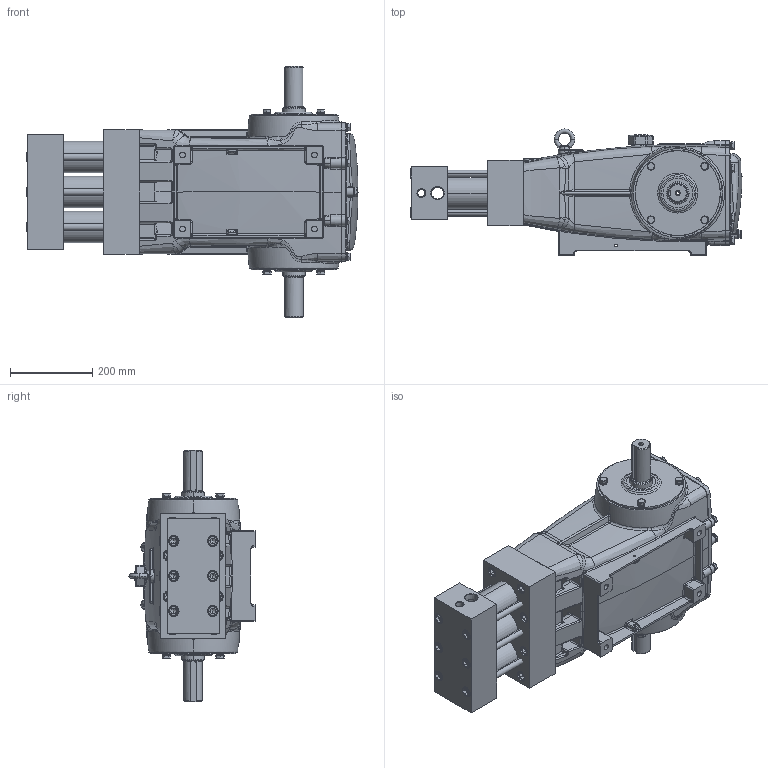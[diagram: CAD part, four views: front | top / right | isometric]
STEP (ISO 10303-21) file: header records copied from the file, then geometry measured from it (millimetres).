
FILE_DESCRIPTION (( 'STEP AP203' ), '1' );
FILE_NAME ('6810.STEP', '2022-06-02T12:18:25', ( '' ), ( '' ), 'SwSTEP 2.0', 'SolidWorks 2021', '' );
FILE_SCHEMA (( 'CONFIG_CONTROL_DESIGN' ));
Length unit declared in the file: inch
Products named in the file (1): 6810
Bounding box: 806.27 x 306 x 610 mm (x, y, z)
Surface area: 1349861.4 mm2 (no closed solid volume)
Topology: 0 solids, 85 shells, 1332 faces, 3762 edges, 2403 vertices
Faces by surface type: plane 378, cylinder 365, bspline 322, cone 135, torus 95, sphere 37
Entity records: 62174 total; most frequent: CARTESIAN_POINT 30553, ORIENTED_EDGE 6433, DIRECTION 6258, EDGE_CURVE 3690, AXIS2_PLACEMENT_3D 2517, VERTEX_POINT 2391, CIRCLE 1506, EDGE_LOOP 1485
